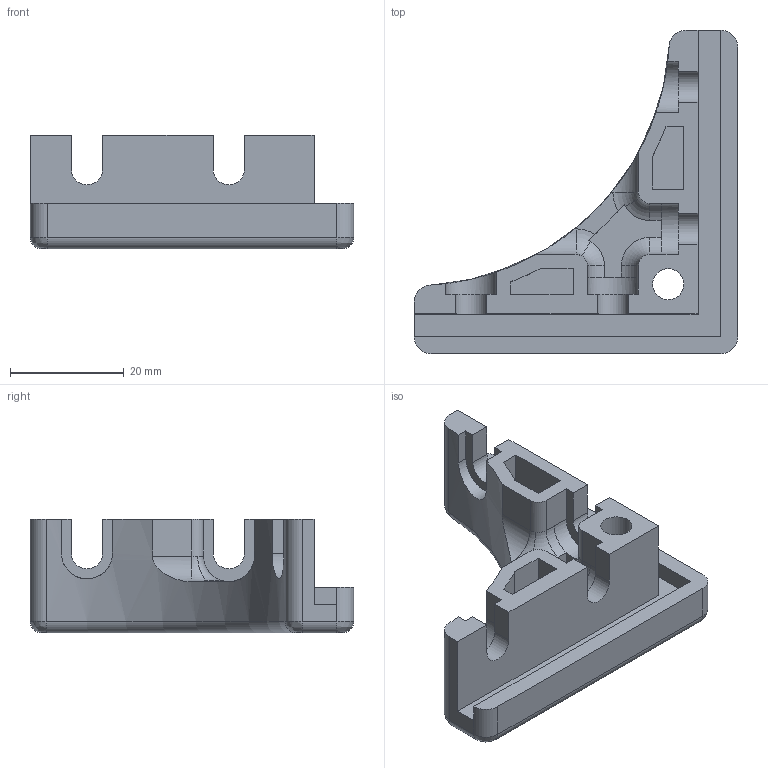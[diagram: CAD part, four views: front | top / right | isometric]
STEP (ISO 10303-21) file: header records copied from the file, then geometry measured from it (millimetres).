
FILE_DESCRIPTION((''),'2;1');
FILE_NAME('CORNER 1.stp','2014-06-10T14:58:06',('jge'),(''),'Autodesk Inventor 2012','Autodesk Inventor 2012','');
FILE_SCHEMA(('AUTOMOTIVE_DESIGN { 1 0 10303 214 1 1 1 1 }'));
Length unit declared in the file: millimetre
Products named in the file (1): CORNER
Bounding box: 57 x 57 x 20 mm (x, y, z)
Volume: 16532.7 mm3; surface area: 9202.8 mm2
Topology: 1 solids, 1 shells, 101 faces, 267 edges, 170 vertices
Faces by surface type: plane 56, cylinder 34, torus 6, bspline 5
Full cylindrical faces by diameter (mm): 5.5 x1
Entity records: 3324 total; most frequent: CARTESIAN_POINT 765, DIRECTION 536, ORIENTED_EDGE 530, EDGE_CURVE 265, AXIS2_PLACEMENT_3D 181, VECTOR 174, LINE 174, VERTEX_POINT 169
